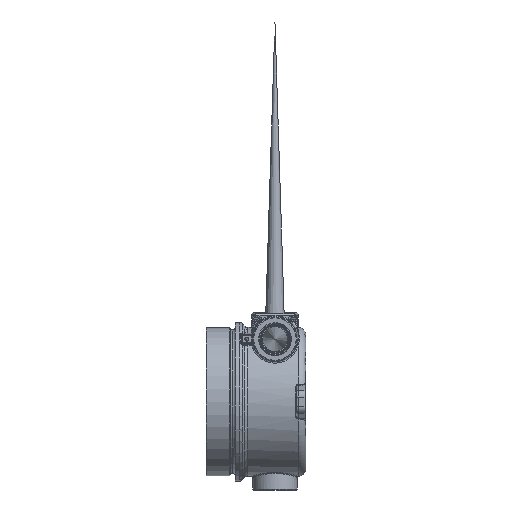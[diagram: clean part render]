
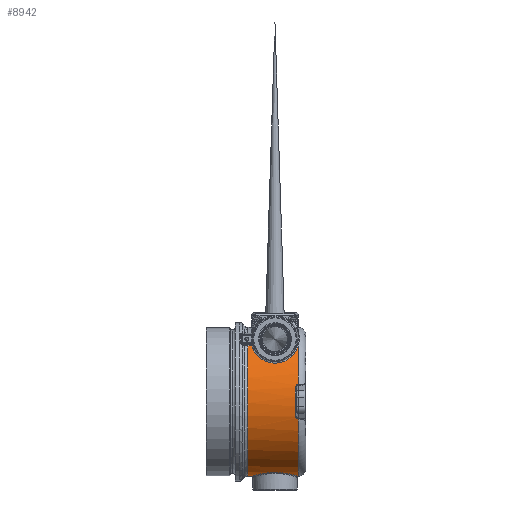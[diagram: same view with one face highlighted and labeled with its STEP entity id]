
A CAD part, left-side view. The second image highlights one B-rep face of the part: STEP entity #8942.
In plain terms, the highlighted cylindrical face has radius 60.198 mm (diameter 120.396 mm), a partial arc.
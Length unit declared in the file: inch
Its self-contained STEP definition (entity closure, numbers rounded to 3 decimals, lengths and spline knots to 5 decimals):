
#363=B_SPLINE_CURVE_WITH_KNOTS('',3,(#14817,#14818,#14819,#14820,#14821,
#14822,#14823,#14824,#14825,#14826),.UNSPECIFIED.,.F.,.F.,(4,1,1,1,1,1,
1,4),(-10.21909,-9.40177,-8.58445,-7.76713,
-6.94982,-6.1325,-5.31518,-4.49787),
 .UNSPECIFIED.);
#386=B_SPLINE_CURVE_WITH_KNOTS('',3,(#15758,#15759,#15760,#15761,#15762,
#15763,#15764),.UNSPECIFIED.,.F.,.F.,(4,1,1,1,4),(-10.86385,-10.08786,
-9.31187,-8.27722,-8.14791),.UNSPECIFIED.);
#387=B_SPLINE_CURVE_WITH_KNOTS('',3,(#15766,#15767,#15768,#15769,#15770,
#15771,#15772),.UNSPECIFIED.,.F.,.F.,(4,1,1,1,4),(-2.71597,-2.32797,
-1.55198,-0.77599,0.),.UNSPECIFIED.);
#388=B_SPLINE_CURVE_WITH_KNOTS('',3,(#15778,#15779,#15780,#15781,#15782,
#15783),.UNSPECIFIED.,.F.,.F.,(4,1,1,4),(0.,0.17016,0.2836,
0.39704),.UNSPECIFIED.);
#389=B_SPLINE_CURVE_WITH_KNOTS('',3,(#15786,#15787,#15788,#15789,#15790),
 .UNSPECIFIED.,.F.,.F.,(4,1,4),(0.,0.17016,0.39705),
 .UNSPECIFIED.);
#857=CYLINDRICAL_SURFACE('',#9627,2.37);
#1183=FACE_OUTER_BOUND('',#1753,.T.);
#1753=EDGE_LOOP('',(#7255,#7256,#7257,#7258,#7259,#7260,#7261,#7262,#7263,
#7264,#7265,#7266));
#2475=LINE('',#14870,#3103);
#2491=LINE('',#15756,#3119);
#2492=LINE('',#15774,#3120);
#3103=VECTOR('',#11115,0.3937);
#3119=VECTOR('',#11237,0.3937);
#3120=VECTOR('',#11238,0.3937);
#3433=CIRCLE('',#9567,2.37);
#3448=CIRCLE('',#9585,2.37);
#3473=CIRCLE('',#9628,2.37);
#3474=CIRCLE('',#9629,2.37);
#4144=VERTEX_POINT('',#14714);
#4145=VERTEX_POINT('',#14721);
#4151=VERTEX_POINT('',#14815);
#4154=VERTEX_POINT('',#14868);
#4163=VERTEX_POINT('',#14991);
#4195=VERTEX_POINT('',#15755);
#4196=VERTEX_POINT('',#15757);
#4197=VERTEX_POINT('',#15765);
#4198=VERTEX_POINT('',#15773);
#4199=VERTEX_POINT('',#15775);
#4200=VERTEX_POINT('',#15777);
#4201=VERTEX_POINT('',#15784);
#5188=EDGE_CURVE('',#4144,#4145,#3433,.T.);
#5197=EDGE_CURVE('',#4151,#4144,#363,.T.);
#5201=EDGE_CURVE('',#4154,#4151,#2475,.T.);
#5216=EDGE_CURVE('',#4154,#4163,#3448,.T.);
#5279=EDGE_CURVE('',#4163,#4195,#2491,.T.);
#5280=EDGE_CURVE('',#4196,#4195,#386,.T.);
#5281=EDGE_CURVE('',#4197,#4196,#387,.T.);
#5282=EDGE_CURVE('',#4197,#4198,#2492,.T.);
#5283=EDGE_CURVE('',#4199,#4198,#3473,.T.);
#5284=EDGE_CURVE('',#4200,#4199,#388,.T.);
#5285=EDGE_CURVE('',#4201,#4200,#3474,.T.);
#5286=EDGE_CURVE('',#4145,#4201,#389,.T.);
#7255=ORIENTED_EDGE('',*,*,#5201,.F.);
#7256=ORIENTED_EDGE('',*,*,#5216,.T.);
#7257=ORIENTED_EDGE('',*,*,#5279,.T.);
#7258=ORIENTED_EDGE('',*,*,#5280,.F.);
#7259=ORIENTED_EDGE('',*,*,#5281,.F.);
#7260=ORIENTED_EDGE('',*,*,#5282,.T.);
#7261=ORIENTED_EDGE('',*,*,#5283,.F.);
#7262=ORIENTED_EDGE('',*,*,#5284,.F.);
#7263=ORIENTED_EDGE('',*,*,#5285,.F.);
#7264=ORIENTED_EDGE('',*,*,#5286,.F.);
#7265=ORIENTED_EDGE('',*,*,#5188,.F.);
#7266=ORIENTED_EDGE('',*,*,#5197,.F.);
#8942=ADVANCED_FACE('',(#1183),#857,.T.);
#9567=AXIS2_PLACEMENT_3D('',#14722,#11098,#11099);
#9585=AXIS2_PLACEMENT_3D('',#14993,#11136,#11137);
#9627=AXIS2_PLACEMENT_3D('',#15754,#11235,#11236);
#9628=AXIS2_PLACEMENT_3D('',#15776,#11239,#11240);
#9629=AXIS2_PLACEMENT_3D('',#15785,#11241,#11242);
#11098=DIRECTION('center_axis',(0.,-1.,0.));
#11099=DIRECTION('ref_axis',(1.,0.,0.));
#11115=DIRECTION('',(0.,-1.,0.));
#11136=DIRECTION('center_axis',(0.,-1.,0.));
#11137=DIRECTION('ref_axis',(1.,0.,0.));
#11235=DIRECTION('center_axis',(0.,-1.,0.));
#11236=DIRECTION('ref_axis',(-0.936,0.,-0.353));
#11237=DIRECTION('',(0.,-1.,0.));
#11238=DIRECTION('',(0.,-1.,0.));
#11239=DIRECTION('center_axis',(0.,-1.,0.));
#11240=DIRECTION('ref_axis',(1.,0.,0.));
#11241=DIRECTION('center_axis',(0.,-1.,0.));
#11242=DIRECTION('ref_axis',(-1.,0.,0.));
#14714=CARTESIAN_POINT('',(-1.56781,0.,1.77732));
#14721=CARTESIAN_POINT('',(-2.30628,0.,0.54586));
#14722=CARTESIAN_POINT('Origin',(0.,0.,0.));
#14815=CARTESIAN_POINT('',(-1.56392,1.48107,1.78074));
#14817=CARTESIAN_POINT('Ctrl Pts',(-1.56392,1.48107,1.78074));
#14818=CARTESIAN_POINT('Ctrl Pts',(-1.6419,1.45988,1.71226));
#14819=CARTESIAN_POINT('Ctrl Pts',(-1.78568,1.39474,1.56737));
#14820=CARTESIAN_POINT('Ctrl Pts',(-1.94464,1.20011,1.36043));
#14821=CARTESIAN_POINT('Ctrl Pts',(-2.02676,0.90867,
1.22882));
#14822=CARTESIAN_POINT('Ctrl Pts',(-2.02747,0.57664,
1.22744));
#14823=CARTESIAN_POINT('Ctrl Pts',(-1.94659,0.28423,
1.3575));
#14824=CARTESIAN_POINT('Ctrl Pts',(-1.78889,0.08751,
1.56372));
#14825=CARTESIAN_POINT('Ctrl Pts',(-1.64558,0.02156,
1.70872));
#14826=CARTESIAN_POINT('Ctrl Pts',(-1.56781,0.,
1.77732));
#14868=CARTESIAN_POINT('',(-1.56392,1.60746,1.78074));
#14870=CARTESIAN_POINT('',(-1.56392,0.5751,1.78074));
#14991=CARTESIAN_POINT('',(0.,1.60746,-2.37));
#14993=CARTESIAN_POINT('Origin',(0.,1.60746,0.));
#15754=CARTESIAN_POINT('Origin',(0.,0.5751,0.));
#15755=CARTESIAN_POINT('',(0.,1.47625,-2.37));
#15756=CARTESIAN_POINT('',(0.,0.5751,-2.37));
#15757=CARTESIAN_POINT('',(-0.72667,0.74,-2.25585));
#15758=CARTESIAN_POINT('Ctrl Pts',(-0.72667,0.74,-2.25585));
#15759=CARTESIAN_POINT('Ctrl Pts',(-0.72667,0.85082,
-2.25585));
#15760=CARTESIAN_POINT('Ctrl Pts',(-0.67598,1.07181,
-2.27278));
#15761=CARTESIAN_POINT('Ctrl Pts',(-0.44632,1.36389,
-2.33467));
#15762=CARTESIAN_POINT('Ctrl Pts',(-0.1825,1.47028,
-2.3684));
#15763=CARTESIAN_POINT('Ctrl Pts',(-0.01831,1.47632,
-2.37007));
#15764=CARTESIAN_POINT('Ctrl Pts',(-0.00007,1.47629,
-2.37004));
#15765=CARTESIAN_POINT('',(0.,0.00375,-2.37));
#15766=CARTESIAN_POINT('Ctrl Pts',(-0.00005,0.00391,
-2.36988));
#15767=CARTESIAN_POINT('Ctrl Pts',(-0.05475,0.0039,
-2.36989));
#15768=CARTESIAN_POINT('Ctrl Pts',(-0.21881,0.02233,
-2.36447));
#15769=CARTESIAN_POINT('Ctrl Pts',(-0.46912,0.14568,
-2.32817));
#15770=CARTESIAN_POINT('Ctrl Pts',(-0.6761,0.40799,
-2.27297));
#15771=CARTESIAN_POINT('Ctrl Pts',(-0.72667,0.62918,
-2.25585));
#15772=CARTESIAN_POINT('Ctrl Pts',(-0.72667,0.74,-2.25585));
#15773=CARTESIAN_POINT('',(0.,0.,-2.37));
#15774=CARTESIAN_POINT('',(0.,0.5751,-2.37));
#15775=CARTESIAN_POINT('',(-2.30628,0.,-0.54586));
#15776=CARTESIAN_POINT('Origin',(0.,0.,0.));
#15777=CARTESIAN_POINT('',(-2.32799,0.09375,-0.44425));
#15778=CARTESIAN_POINT('Ctrl Pts',(-2.32799,0.09375,-0.44425));
#15779=CARTESIAN_POINT('Ctrl Pts',(-2.32386,0.09375,
-0.4659));
#15780=CARTESIAN_POINT('Ctrl Pts',(-2.3164,0.08289,
-0.50192));
#15781=CARTESIAN_POINT('Ctrl Pts',(-2.30821,0.04452,
-0.53778));
#15782=CARTESIAN_POINT('Ctrl Pts',(-2.30628,0.01489,
-0.54586));
#15783=CARTESIAN_POINT('Ctrl Pts',(-2.30628,0.,
-0.54586));
#15784=CARTESIAN_POINT('',(-2.32799,0.09375,0.44425));
#15785=CARTESIAN_POINT('Origin',(0.,0.09375,0.));
#15786=CARTESIAN_POINT('Ctrl Pts',(-2.30628,0.,
0.54586));
#15787=CARTESIAN_POINT('Ctrl Pts',(-2.30628,0.02233,
0.54586));
#15788=CARTESIAN_POINT('Ctrl Pts',(-2.31159,0.0732,
0.52394));
#15789=CARTESIAN_POINT('Ctrl Pts',(-2.32248,0.09375,
0.47312));
#15790=CARTESIAN_POINT('Ctrl Pts',(-2.32799,0.09375,
0.44425));
